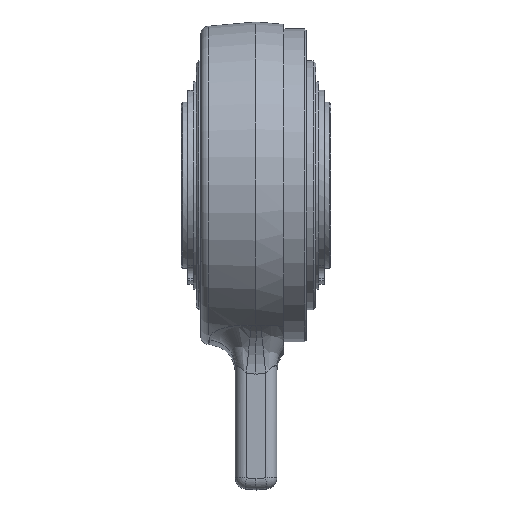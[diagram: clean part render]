
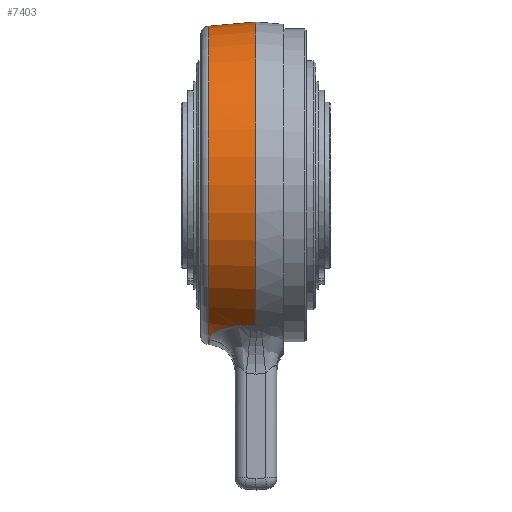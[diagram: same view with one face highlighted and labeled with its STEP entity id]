
A CAD part, top view. The second image highlights one B-rep face of the part: STEP entity #7403.
In plain terms, the highlighted conical face has half-angle 5 degrees and reference radius 58.245 mm.
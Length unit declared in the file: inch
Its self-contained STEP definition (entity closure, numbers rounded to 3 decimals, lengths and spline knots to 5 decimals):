
#1410=CARTESIAN_POINT('',(-0.67959,0.,0.));
#1411=DIRECTION('',(-1.,0.,0.));
#1412=DIRECTION('',(0.,1.,0.004));
#1413=AXIS2_PLACEMENT_3D('',#1410,#1411,#1412);
#1415=CARTESIAN_POINT('',(-0.67959,0.,0.));
#1416=DIRECTION('',(-1.,0.,0.));
#1417=DIRECTION('',(0.,0.,1.));
#1418=AXIS2_PLACEMENT_3D('',#1415,#1416,#1417);
#1420=CARTESIAN_POINT('',(-0.67959,0.,0.));
#1421=DIRECTION('',(-1.,0.,0.));
#1422=DIRECTION('',(0.,-1.,0.));
#1423=AXIS2_PLACEMENT_3D('',#1420,#1421,#1422);
#1665=CARTESIAN_POINT('',(-0.65466,0.,0.));
#1666=DIRECTION('',(1.,0.,0.));
#1667=DIRECTION('',(0.,-0.972,0.237));
#1668=AXIS2_PLACEMENT_3D('',#1665,#1666,#1667);
#1670=CARTESIAN_POINT('',(0.,0.,0.));
#1671=DIRECTION('',(-1.,0.,0.));
#1672=DIRECTION('',(0.,-0.862,0.507));
#1673=AXIS2_PLACEMENT_3D('',#1670,#1671,#1672);
#1675=CARTESIAN_POINT('',(-0.06918,-1.99584,
1.17648));
#1676=CARTESIAN_POINT('',(-0.06148,-1.99657,
1.17656));
#1677=CARTESIAN_POINT('',(-0.04609,-1.99785,
1.17705));
#1678=CARTESIAN_POINT('',(-0.02307,-2.0004,
1.17668));
#1679=CARTESIAN_POINT('',(-0.00768,-2.00168,
1.17717));
#1680=CARTESIAN_POINT('',(0.,-2.00241,
1.17725));
#1682=CARTESIAN_POINT('',(-0.65466,-2.20101,
0.53696));
#1683=CARTESIAN_POINT('',(-0.65466,-2.1953,
0.56036));
#1684=CARTESIAN_POINT('',(-0.65637,-2.18343,
0.60516));
#1685=CARTESIAN_POINT('',(-0.65643,-2.16534,
0.6668));
#1686=CARTESIAN_POINT('',(-0.65174,-2.14763,
0.72294));
#1687=CARTESIAN_POINT('',(-0.64223,-2.13063,
0.77394));
#1688=CARTESIAN_POINT('',(-0.62837,-2.11441,
0.8205));
#1689=CARTESIAN_POINT('',(-0.61021,-2.09865,
0.86415));
#1690=CARTESIAN_POINT('',(-0.58722,-2.08302,
0.90619));
#1691=CARTESIAN_POINT('',(-0.55935,-2.06776,
0.94634));
#1692=CARTESIAN_POINT('',(-0.52669,-2.05312,
0.98429));
#1693=CARTESIAN_POINT('',(-0.4891,-2.03927,
1.02002));
#1694=CARTESIAN_POINT('',(-0.44623,-2.02638,
1.05352));
#1695=CARTESIAN_POINT('',(-0.39818,-2.01482,
1.08433));
#1696=CARTESIAN_POINT('',(-0.34515,-2.00499,
1.11194));
#1697=CARTESIAN_POINT('',(-0.28874,-1.99751,
1.13532));
#1698=CARTESIAN_POINT('',(-0.23109,-1.99277,
1.15369));
#1699=CARTESIAN_POINT('',(-0.17395,-1.99091,
1.16678));
#1700=CARTESIAN_POINT('',(-0.11887,-1.99194,
1.17453));
#1701=CARTESIAN_POINT('',(-0.08533,-1.99431,
1.1763));
#1702=CARTESIAN_POINT('',(-0.06918,-1.99584,
1.17648));
#1704=DIRECTION('',(0.996,-0.087,0.));
#1705=VECTOR('',#1704,0.02502);
#1706=CARTESIAN_POINT('',(-0.67959,-2.26338,
0.));
#1707=LINE('',#1706,#1705);
#1708=DIRECTION('',(-0.996,-0.087,0.));
#1709=VECTOR('',#1708,0.68218);
#1710=CARTESIAN_POINT('',(0.,2.32283,0.));
#1711=LINE('',#1710,#1709);
#1712=CARTESIAN_POINT('',(0.,0.,0.));
#1713=DIRECTION('',(-1.,0.,0.));
#1714=DIRECTION('',(0.,0.,1.));
#1715=AXIS2_PLACEMENT_3D('',#1712,#1713,#1714);
#4129=CARTESIAN_POINT('',(-0.67959,2.26338,
0.));
#4131=VERTEX_POINT('',#4129);
#4138=CARTESIAN_POINT('',(-0.67959,-2.26338,
0.));
#4139=VERTEX_POINT('',#4138);
#4142=CARTESIAN_POINT('',(0.,-2.00241,
1.17725));
#4143=CARTESIAN_POINT('',(0.,0.,
2.32283));
#4144=VERTEX_POINT('',#4142);
#4145=VERTEX_POINT('',#4143);
#4146=CARTESIAN_POINT('',(-0.67959,0.,2.26338));
#4147=VERTEX_POINT('',#4146);
#4150=CARTESIAN_POINT('',(-0.67959,2.26336,
0.00851));
#4151=VERTEX_POINT('',#4150);
#4156=CARTESIAN_POINT('',(-0.06919,-1.99584,
1.17648));
#4158=VERTEX_POINT('',#4156);
#4160=CARTESIAN_POINT('',(0.,2.32283,
0.));
#4161=VERTEX_POINT('',#4160);
#4168=VERTEX_POINT('',#1682);
#4169=CARTESIAN_POINT('',(-0.65466,-2.26556,
0.));
#4170=VERTEX_POINT('',#4169);
#7382=CARTESIAN_POINT('',(-0.33979,0.,0.));
#7383=DIRECTION('',(1.,0.,0.));
#7384=DIRECTION('',(0.,0.,-1.));
#7385=AXIS2_PLACEMENT_3D('',#7382,#7383,#7384);
#7386=CONICAL_SURFACE('',#7385,2.29311,5.);
#7388=ORIENTED_EDGE('',*,*,#7387,.F.);
#7390=ORIENTED_EDGE('',*,*,#7389,.F.);
#7392=ORIENTED_EDGE('',*,*,#7391,.F.);
#7393=ORIENTED_EDGE('',*,*,#7375,.T.);
#7394=ORIENTED_EDGE('',*,*,#6717,.F.);
#7395=ORIENTED_EDGE('',*,*,#6676,.T.);
#7396=ORIENTED_EDGE('',*,*,#6674,.T.);
#7397=ORIENTED_EDGE('',*,*,#6672,.T.);
#7398=ORIENTED_EDGE('',*,*,#6712,.F.);
#7400=ORIENTED_EDGE('',*,*,#7399,.F.);
#7401=EDGE_LOOP('',(#7388,#7390,#7392,#7393,#7394,#7395,#7396,#7397,#7398,
#7400));
#7402=FACE_OUTER_BOUND('',#7401,.F.);
#1414=CIRCLE('',#1413,2.26338);
#1419=CIRCLE('',#1418,2.26338);
#1424=CIRCLE('',#1423,2.26338);
#1669=CIRCLE('',#1668,2.26556);
#1674=CIRCLE('',#1673,2.32283);
#1681=B_SPLINE_CURVE_WITH_KNOTS('',3,(#1675,#1676,#1677,#1678,#1679,#1680),
.UNSPECIFIED.,.F.,.F.,(4,1,1,4),(0.,0.33333,0.66667,1.),
.UNSPECIFIED.);
#1703=B_SPLINE_CURVE_WITH_KNOTS('',3,(#1682,#1683,#1684,#1685,#1686,#1687,#1688,
#1689,#1690,#1691,#1692,#1693,#1694,#1695,#1696,#1697,#1698,#1699,#1700,#1701,
#1702),.UNSPECIFIED.,.F.,.F.,(4,1,1,1,1,1,1,1,1,1,1,1,1,1,1,1,1,1,4),(0.,
0.05556,0.11111,0.16667,0.22222,
0.27778,0.33333,0.38889,0.44444,0.5,
0.55556,0.61111,0.66667,0.72222,
0.77778,0.83333,0.88889,0.94444,1.),
.UNSPECIFIED.);
#1716=CIRCLE('',#1715,2.32283);
#6672=EDGE_CURVE('',#4151,#4131,#1414,.T.);
#6674=EDGE_CURVE('',#4147,#4151,#1419,.T.);
#6676=EDGE_CURVE('',#4139,#4147,#1424,.T.);
#6712=EDGE_CURVE('',#4161,#4131,#1711,.T.);
#6717=EDGE_CURVE('',#4139,#4170,#1707,.T.);
#7375=EDGE_CURVE('',#4168,#4170,#1669,.T.);
#7387=EDGE_CURVE('',#4144,#4145,#1674,.T.);
#7389=EDGE_CURVE('',#4158,#4144,#1681,.T.);
#7391=EDGE_CURVE('',#4168,#4158,#1703,.T.);
#7399=EDGE_CURVE('',#4145,#4161,#1716,.T.);
#7403=ADVANCED_FACE('',(#7402),#7386,.T.);
